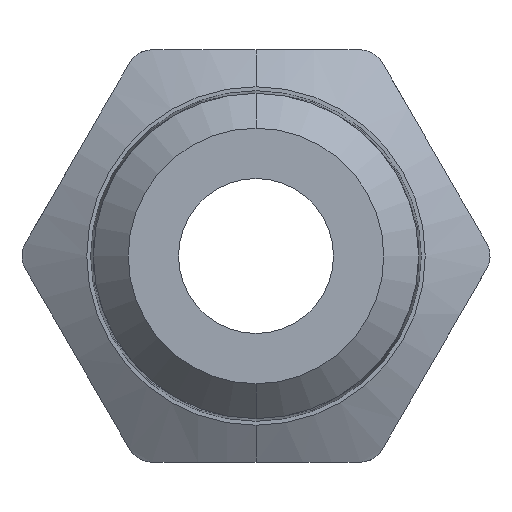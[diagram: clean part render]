
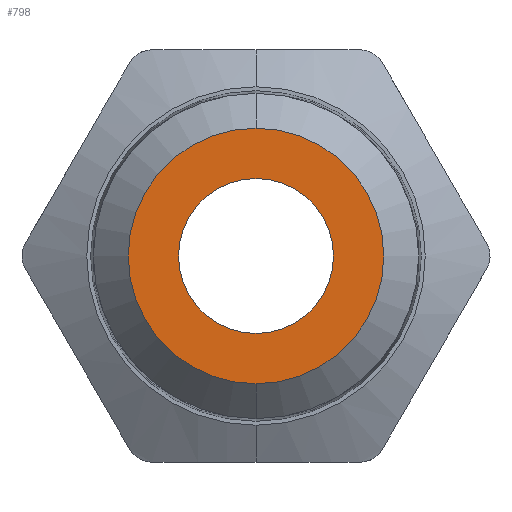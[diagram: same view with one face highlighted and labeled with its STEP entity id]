
A CAD part, left-side view. The second image highlights one B-rep face of the part: STEP entity #798.
In plain terms, the highlighted planar face has unit normal (-1, 0, 0).
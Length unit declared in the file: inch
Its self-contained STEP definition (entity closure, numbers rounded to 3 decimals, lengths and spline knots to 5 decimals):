
#23 = CARTESIAN_POINT ( 'NONE',  ( 0., 0., 0.155 ) ) ;
#35 = CIRCLE ( 'NONE', #1763, 0.094 ) ;
#78 = DIRECTION ( 'NONE',  ( 0., 0., -1. ) ) ;
#165 = AXIS2_PLACEMENT_3D ( 'NONE', #468, #1119, #1618 ) ;
#180 = AXIS2_PLACEMENT_3D ( 'NONE', #386, #698, #1849 ) ;
#199 = CIRCLE ( 'NONE', #180, 0.155 ) ;
#211 = DIRECTION ( 'NONE',  ( 0., 0., -1. ) ) ;
#225 = DIRECTION ( 'NONE',  ( 1., 0., 0. ) ) ;
#325 = EDGE_LOOP ( 'NONE', ( #705, #763 ) ) ;
#347 = FACE_BOUND ( 'NONE', #2114, .T. ) ;
#386 = CARTESIAN_POINT ( 'NONE',  ( 0., 0., 0. ) ) ;
#414 = EDGE_CURVE ( 'NONE', #913, #1216, #199, .T. ) ;
#468 = CARTESIAN_POINT ( 'NONE',  ( 0., 0., 0. ) ) ;
#498 = VERTEX_POINT ( 'NONE', #598 ) ;
#512 = ORIENTED_EDGE ( 'NONE', *, *, #1521, .T. ) ;
#598 = CARTESIAN_POINT ( 'NONE',  ( 0., 0., 0.094 ) ) ;
#698 = DIRECTION ( 'NONE',  ( 1., 0., 0. ) ) ;
#705 = ORIENTED_EDGE ( 'NONE', *, *, #414, .F. ) ;
#725 = CARTESIAN_POINT ( 'NONE',  ( 0., 0., -0.094 ) ) ;
#763 = ORIENTED_EDGE ( 'NONE', *, *, #1806, .F. ) ;
#798 = ADVANCED_FACE ( 'NONE', ( #347, #1705 ), #1713, .F. ) ;
#805 = DIRECTION ( 'NONE',  ( 1., 0., 0. ) ) ;
#812 = DIRECTION ( 'NONE',  ( 0., 0., 1. ) ) ;
#903 = CARTESIAN_POINT ( 'NONE',  ( 0., 0., 0. ) ) ;
#913 = VERTEX_POINT ( 'NONE', #1451 ) ;
#1007 = AXIS2_PLACEMENT_3D ( 'NONE', #903, #2056, #78 ) ;
#1090 = ORIENTED_EDGE ( 'NONE', *, *, #1107, .T. ) ;
#1107 = EDGE_CURVE ( 'NONE', #2124, #498, #35, .T. ) ;
#1119 = DIRECTION ( 'NONE',  ( 1., 0., 0. ) ) ;
#1216 = VERTEX_POINT ( 'NONE', #23 ) ;
#1255 = CIRCLE ( 'NONE', #1296, 0.155 ) ;
#1296 = AXIS2_PLACEMENT_3D ( 'NONE', #1551, #225, #211 ) ;
#1302 = CARTESIAN_POINT ( 'NONE',  ( 0., 0., 0. ) ) ;
#1451 = CARTESIAN_POINT ( 'NONE',  ( 0., 0., -0.155 ) ) ;
#1521 = EDGE_CURVE ( 'NONE', #498, #2124, #1543, .T. ) ;
#1543 = CIRCLE ( 'NONE', #165, 0.094 ) ;
#1551 = CARTESIAN_POINT ( 'NONE',  ( 0., 0., 0. ) ) ;
#1618 = DIRECTION ( 'NONE',  ( 0., 0., 1. ) ) ;
#1705 = FACE_OUTER_BOUND ( 'NONE', #325, .T. ) ;
#1713 = PLANE ( 'NONE',  #1007 ) ;
#1763 = AXIS2_PLACEMENT_3D ( 'NONE', #1302, #805, #812 ) ;
#1806 = EDGE_CURVE ( 'NONE', #1216, #913, #1255, .T. ) ;
#1849 = DIRECTION ( 'NONE',  ( 0., 0., -1. ) ) ;
#2056 = DIRECTION ( 'NONE',  ( 1., 0., 0. ) ) ;
#2114 = EDGE_LOOP ( 'NONE', ( #512, #1090 ) ) ;
#2124 = VERTEX_POINT ( 'NONE', #725 ) ;
